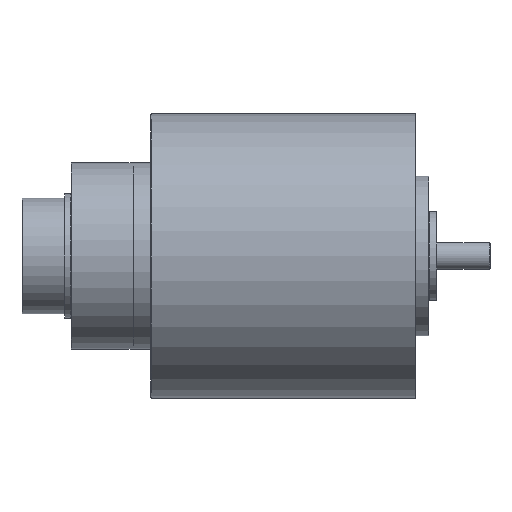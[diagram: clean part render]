
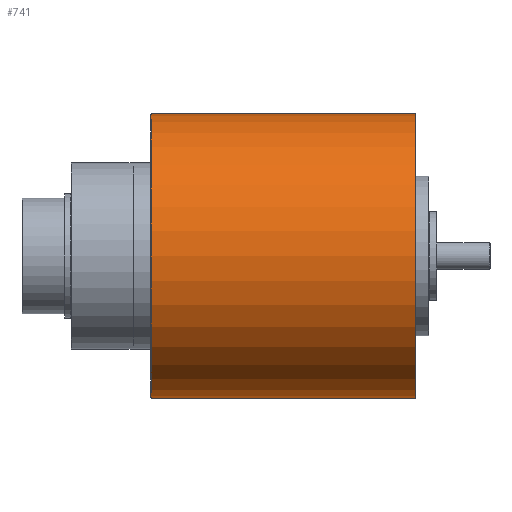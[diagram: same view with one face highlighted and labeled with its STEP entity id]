
A CAD part, front view. The second image highlights one B-rep face of the part: STEP entity #741.
In plain terms, the highlighted cylindrical face has radius 101.6 mm (diameter 203.2 mm), a partial arc.
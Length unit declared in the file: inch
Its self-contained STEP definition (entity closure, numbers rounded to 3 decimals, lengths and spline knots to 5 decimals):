
#14 = EDGE_LOOP ( 'NONE', ( #912, #913, #914, #915 ) ) ;
#33 = CARTESIAN_POINT ( 'NONE',  ( 22.38371, 0., -4. ) ) ;
#36 = DIRECTION ( 'NONE',  ( -1., 0., 0. ) ) ;
#42 = CARTESIAN_POINT ( 'NONE',  ( 22.38371, 0., 4. ) ) ;
#48 = DIRECTION ( 'NONE',  ( -1., 0., 0. ) ) ;
#316 = EDGE_CURVE ( 'NONE', #606, #604, #1115, .T. ) ;
#321 = EDGE_CURVE ( 'NONE', #605, #603, #1207, .T. ) ;
#365 = EDGE_CURVE ( 'NONE', #606, #605, #1270, .T. ) ;
#493 = EDGE_CURVE ( 'NONE', #603, #604, #2118, .T. ) ;
#548 = AXIS2_PLACEMENT_3D ( 'NONE', #1542, #1550, #1551 ) ;
#603 = VERTEX_POINT ( 'NONE', #2089 ) ;
#604 = VERTEX_POINT ( 'NONE', #2090 ) ;
#605 = VERTEX_POINT ( 'NONE', #2080 ) ;
#606 = VERTEX_POINT ( 'NONE', #2091 ) ;
#741 = ADVANCED_FACE ( 'NONE', ( #2221 ), #2223, .T. ) ;
#912 = ORIENTED_EDGE ( 'NONE', *, *, #316, .F. ) ;
#913 = ORIENTED_EDGE ( 'NONE', *, *, #365, .T. ) ;
#914 = ORIENTED_EDGE ( 'NONE', *, *, #321, .T. ) ;
#915 = ORIENTED_EDGE ( 'NONE', *, *, #493, .T. ) ;
#1115 = LINE ( 'NONE', #33, #1119 ) ;
#1119 = VECTOR ( 'NONE', #36, 39.37008 ) ;
#1207 = LINE ( 'NONE', #42, #1209 ) ;
#1209 = VECTOR ( 'NONE', #48, 39.37008 ) ;
#1270 = CIRCLE ( 'NONE', #548, 4. ) ;
#1542 = CARTESIAN_POINT ( 'NONE',  ( 11.065, 0., 0. ) ) ;
#1550 = DIRECTION ( 'NONE',  ( -1., 0., 0. ) ) ;
#1551 = DIRECTION ( 'NONE',  ( 0., 0., -1. ) ) ;
#1839 = AXIS2_PLACEMENT_3D ( 'NONE', #2040, #2053, #2054 ) ;
#1893 = AXIS2_PLACEMENT_3D ( 'NONE', #2535, #2531, #2534 ) ;
#2040 = CARTESIAN_POINT ( 'NONE',  ( 3.635, 0., 0. ) ) ;
#2053 = DIRECTION ( 'NONE',  ( 1., 0., 0. ) ) ;
#2054 = DIRECTION ( 'NONE',  ( 0., 0., -1. ) ) ;
#2080 = CARTESIAN_POINT ( 'NONE',  ( 11.065, 0., 4. ) ) ;
#2089 = CARTESIAN_POINT ( 'NONE',  ( 3.635, 0., 4. ) ) ;
#2090 = CARTESIAN_POINT ( 'NONE',  ( 3.635, 0., -4. ) ) ;
#2091 = CARTESIAN_POINT ( 'NONE',  ( 11.065, 0., -4. ) ) ;
#2118 = CIRCLE ( 'NONE', #1839, 4. ) ;
#2221 = FACE_OUTER_BOUND ( 'NONE', #14, .T. ) ;
#2223 = CYLINDRICAL_SURFACE ( 'NONE', #1893, 4. ) ;
#2531 = DIRECTION ( 'NONE',  ( -1., 0., 0. ) ) ;
#2534 = DIRECTION ( 'NONE',  ( 0., 0., 1. ) ) ;
#2535 = CARTESIAN_POINT ( 'NONE',  ( 22.38371, 0., 0. ) ) ;
